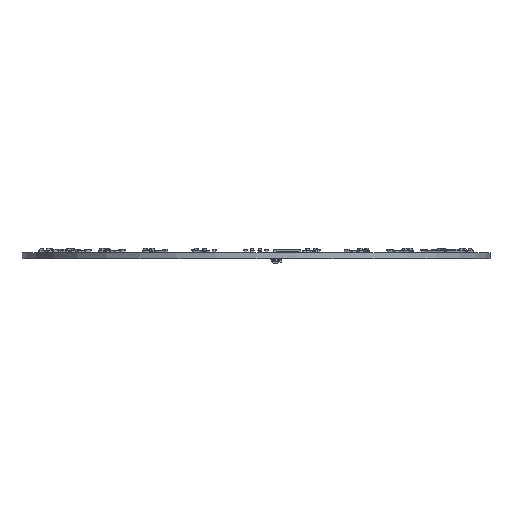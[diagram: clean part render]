
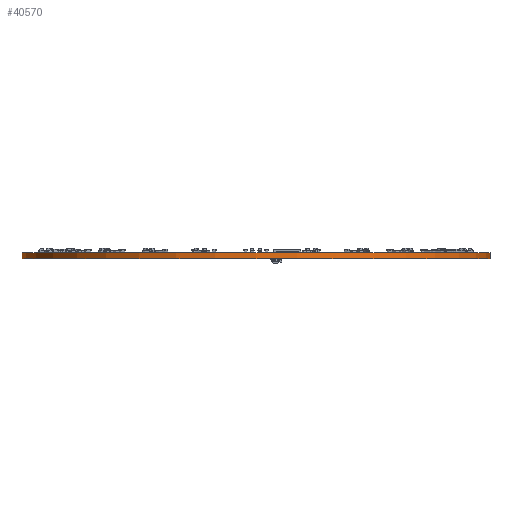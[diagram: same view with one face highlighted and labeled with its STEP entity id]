
A CAD part, front view. The second image highlights one B-rep face of the part: STEP entity #40570.
In plain terms, the highlighted cylindrical face has radius 60 mm (diameter 120 mm), a full revolution.
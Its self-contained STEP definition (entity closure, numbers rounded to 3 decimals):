
#40570 = ADVANCED_FACE('',(#40571),#40585,.T.);
#40571 = FACE_BOUND('',#40572,.F.);
#40572 = EDGE_LOOP('',(#40573,#40603,#40630,#40631));
#40573 = ORIENTED_EDGE('',*,*,#40574,.T.);
#40574 = EDGE_CURVE('',#40575,#40577,#40579,.T.);
#40575 = VERTEX_POINT('',#40576);
#40576 = CARTESIAN_POINT('',(265.128,-134.832,0.));
#40577 = VERTEX_POINT('',#40578);
#40578 = CARTESIAN_POINT('',(265.128,-134.832,1.6));
#40579 = SEAM_CURVE('',#40580,(#40584,#40596),.PCURVE_S1.);
#40580 = LINE('',#40581,#40582);
#40581 = CARTESIAN_POINT('',(265.128,-134.832,0.));
#40582 = VECTOR('',#40583,1.);
#40583 = DIRECTION('',(0.,0.,1.));
#40584 = PCURVE('',#40585,#40590);
#40585 = CYLINDRICAL_SURFACE('',#40586,60.);
#40586 = AXIS2_PLACEMENT_3D('',#40587,#40588,#40589);
#40587 = CARTESIAN_POINT('',(205.128,-134.832,0.));
#40588 = DIRECTION('',(-0.,-0.,-1.));
#40589 = DIRECTION('',(1.,0.,-0.));
#40590 = DEFINITIONAL_REPRESENTATION('',(#40591),#40595);
#40591 = LINE('',#40592,#40593);
#40592 = CARTESIAN_POINT('',(-0.,0.));
#40593 = VECTOR('',#40594,1.);
#40594 = DIRECTION('',(-0.,-1.));
#40595 = ( GEOMETRIC_REPRESENTATION_CONTEXT(2) 
PARAMETRIC_REPRESENTATION_CONTEXT() REPRESENTATION_CONTEXT('2D SPACE',''
  ) );
#40596 = PCURVE('',#40585,#40597);
#40597 = DEFINITIONAL_REPRESENTATION('',(#40598),#40602);
#40598 = LINE('',#40599,#40600);
#40599 = CARTESIAN_POINT('',(-6.283,0.));
#40600 = VECTOR('',#40601,1.);
#40601 = DIRECTION('',(-0.,-1.));
#40602 = ( GEOMETRIC_REPRESENTATION_CONTEXT(2) 
PARAMETRIC_REPRESENTATION_CONTEXT() REPRESENTATION_CONTEXT('2D SPACE',''
  ) );
#40603 = ORIENTED_EDGE('',*,*,#40604,.T.);
#40604 = EDGE_CURVE('',#40577,#40577,#40605,.T.);
#40605 = SURFACE_CURVE('',#40606,(#40611,#40618),.PCURVE_S1.);
#40606 = CIRCLE('',#40607,60.);
#40607 = AXIS2_PLACEMENT_3D('',#40608,#40609,#40610);
#40608 = CARTESIAN_POINT('',(205.128,-134.832,1.6));
#40609 = DIRECTION('',(0.,0.,1.));
#40610 = DIRECTION('',(1.,0.,-0.));
#40611 = PCURVE('',#40585,#40612);
#40612 = DEFINITIONAL_REPRESENTATION('',(#40613),#40617);
#40613 = LINE('',#40614,#40615);
#40614 = CARTESIAN_POINT('',(-0.,-1.6));
#40615 = VECTOR('',#40616,1.);
#40616 = DIRECTION('',(-1.,0.));
#40617 = ( GEOMETRIC_REPRESENTATION_CONTEXT(2) 
PARAMETRIC_REPRESENTATION_CONTEXT() REPRESENTATION_CONTEXT('2D SPACE',''
  ) );
#40618 = PCURVE('',#40619,#40624);
#40619 = PLANE('',#40620);
#40620 = AXIS2_PLACEMENT_3D('',#40621,#40622,#40623);
#40621 = CARTESIAN_POINT('',(205.128,-134.832,1.6));
#40622 = DIRECTION('',(0.,0.,1.));
#40623 = DIRECTION('',(1.,0.,-0.));
#40624 = DEFINITIONAL_REPRESENTATION('',(#40625),#40629);
#40625 = CIRCLE('',#40626,60.);
#40626 = AXIS2_PLACEMENT_2D('',#40627,#40628);
#40627 = CARTESIAN_POINT('',(0.,0.));
#40628 = DIRECTION('',(1.,0.));
#40629 = ( GEOMETRIC_REPRESENTATION_CONTEXT(2) 
PARAMETRIC_REPRESENTATION_CONTEXT() REPRESENTATION_CONTEXT('2D SPACE',''
  ) );
#40630 = ORIENTED_EDGE('',*,*,#40574,.F.);
#40631 = ORIENTED_EDGE('',*,*,#40632,.F.);
#40632 = EDGE_CURVE('',#40575,#40575,#40633,.T.);
#40633 = SURFACE_CURVE('',#40634,(#40639,#40646),.PCURVE_S1.);
#40634 = CIRCLE('',#40635,60.);
#40635 = AXIS2_PLACEMENT_3D('',#40636,#40637,#40638);
#40636 = CARTESIAN_POINT('',(205.128,-134.832,0.));
#40637 = DIRECTION('',(0.,0.,1.));
#40638 = DIRECTION('',(1.,0.,-0.));
#40639 = PCURVE('',#40585,#40640);
#40640 = DEFINITIONAL_REPRESENTATION('',(#40641),#40645);
#40641 = LINE('',#40642,#40643);
#40642 = CARTESIAN_POINT('',(-0.,0.));
#40643 = VECTOR('',#40644,1.);
#40644 = DIRECTION('',(-1.,0.));
#40645 = ( GEOMETRIC_REPRESENTATION_CONTEXT(2) 
PARAMETRIC_REPRESENTATION_CONTEXT() REPRESENTATION_CONTEXT('2D SPACE',''
  ) );
#40646 = PCURVE('',#40647,#40652);
#40647 = PLANE('',#40648);
#40648 = AXIS2_PLACEMENT_3D('',#40649,#40650,#40651);
#40649 = CARTESIAN_POINT('',(205.128,-134.832,0.));
#40650 = DIRECTION('',(0.,0.,1.));
#40651 = DIRECTION('',(1.,0.,-0.));
#40652 = DEFINITIONAL_REPRESENTATION('',(#40653),#40657);
#40653 = CIRCLE('',#40654,60.);
#40654 = AXIS2_PLACEMENT_2D('',#40655,#40656);
#40655 = CARTESIAN_POINT('',(0.,0.));
#40656 = DIRECTION('',(1.,0.));
#40657 = ( GEOMETRIC_REPRESENTATION_CONTEXT(2) 
PARAMETRIC_REPRESENTATION_CONTEXT() REPRESENTATION_CONTEXT('2D SPACE',''
  ) );
